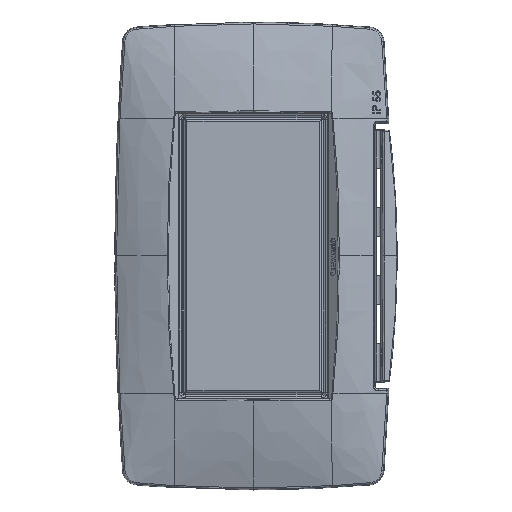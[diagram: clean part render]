
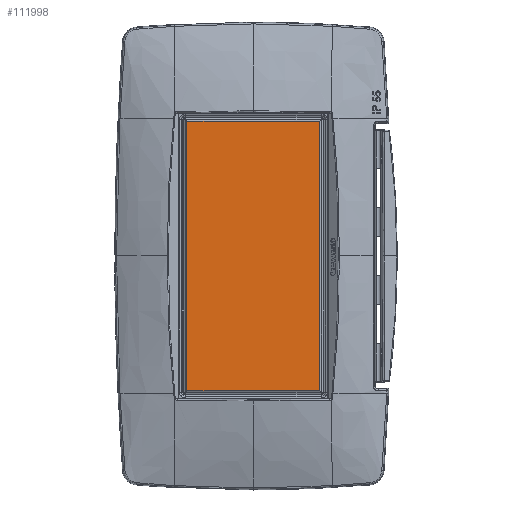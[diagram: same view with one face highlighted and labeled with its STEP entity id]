
A CAD part, top view. The second image highlights one B-rep face of the part: STEP entity #111998.
In plain terms, the highlighted planar face has unit normal (0, 0, 1).
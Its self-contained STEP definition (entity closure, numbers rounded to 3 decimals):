
#111990=AXIS2_PLACEMENT_3D('Plane Axis2P3D',#111987,#111988,#111989) ;
#110946=CARTESIAN_POINT('Vertex',(-21.587,43.785,20.)) ;
#111004=CARTESIAN_POINT('Vertex',(-21.587,-43.785,20.)) ;
#111007=CARTESIAN_POINT('Line Origine',(-21.587,0.,20.)) ;
#111277=CARTESIAN_POINT('Vertex',(21.587,-43.785,20.)) ;
#111280=CARTESIAN_POINT('Line Origine',(0.,-43.785,20.)) ;
#111550=CARTESIAN_POINT('Vertex',(21.587,43.785,20.)) ;
#111553=CARTESIAN_POINT('Line Origine',(21.587,0.,20.)) ;
#111824=CARTESIAN_POINT('Line Origine',(0.,43.785,20.)) ;
#111987=CARTESIAN_POINT('Axis2P3D Location',(27.983,-35.948,20.)) ;
#111008=DIRECTION('Vector Direction',(0.,-1.,0.)) ;
#111281=DIRECTION('Vector Direction',(-1.,0.,0.)) ;
#111554=DIRECTION('Vector Direction',(0.,1.,0.)) ;
#111825=DIRECTION('Vector Direction',(1.,0.,0.)) ;
#111988=DIRECTION('Axis2P3D Direction',(0.,0.,-1.)) ;
#111989=DIRECTION('Axis2P3D XDirection',(1.,0.,0.)) ;
#111009=VECTOR('Line Direction',#111008,1.) ;
#111282=VECTOR('Line Direction',#111281,1.) ;
#111555=VECTOR('Line Direction',#111554,1.) ;
#111826=VECTOR('Line Direction',#111825,1.) ;
#111993=ORIENTED_EDGE('',*,*,#111011,.F.) ;
#111994=ORIENTED_EDGE('',*,*,#111284,.F.) ;
#111995=ORIENTED_EDGE('',*,*,#111557,.F.) ;
#111996=ORIENTED_EDGE('',*,*,#111828,.F.) ;
#111998=ADVANCED_FACE('GUARNIZIONE',(#111997),#111991,.F.) ;
#111011=EDGE_CURVE('',#111005,#110947,#111010,.F.) ;
#111284=EDGE_CURVE('',#111278,#111005,#111283,.T.) ;
#111557=EDGE_CURVE('',#111551,#111278,#111556,.F.) ;
#111828=EDGE_CURVE('',#110947,#111551,#111827,.T.) ;
#111992=EDGE_LOOP('',(#111993,#111994,#111995,#111996)) ;
#111997=FACE_OUTER_BOUND('',#111992,.T.) ;
#111010=LINE('Line',#111007,#111009) ;
#111283=LINE('Line',#111280,#111282) ;
#111556=LINE('Line',#111553,#111555) ;
#111827=LINE('Line',#111824,#111826) ;
#111991=PLANE('',#111990) ;
#110947=VERTEX_POINT('',#110946) ;
#111005=VERTEX_POINT('',#111004) ;
#111278=VERTEX_POINT('',#111277) ;
#111551=VERTEX_POINT('',#111550) ;
